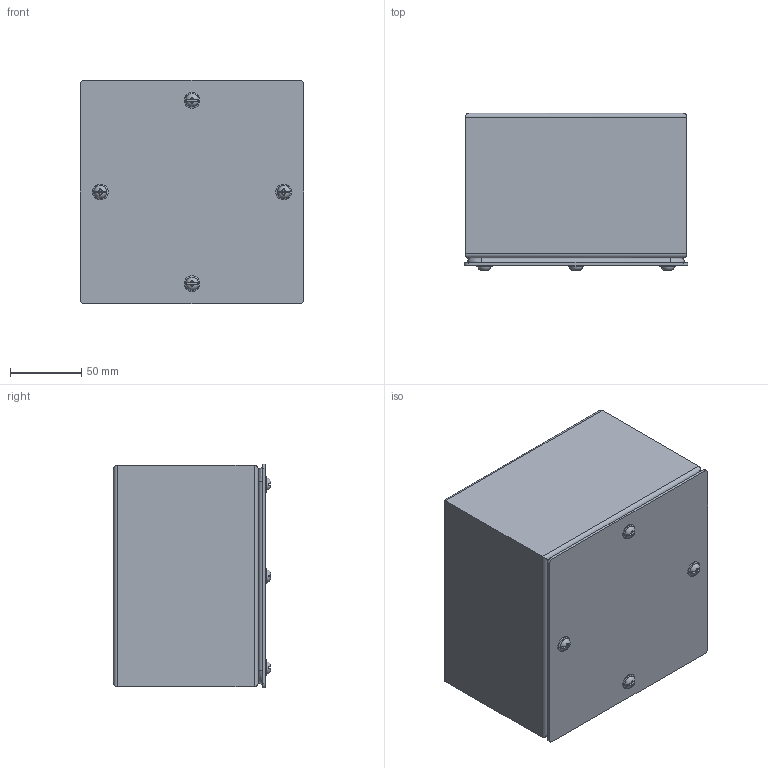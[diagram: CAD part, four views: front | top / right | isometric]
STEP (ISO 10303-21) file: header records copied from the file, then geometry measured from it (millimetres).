
FILE_DESCRIPTION (( 'STEP AP214' ), '1' );
FILE_NAME ('C3SC664GY.STEP', '2023-06-20T15:31:55', ( '' ), ( '' ), 'SwSTEP 2.0', 'SolidWorks 2021', '' );
FILE_SCHEMA (( 'AUTOMOTIVE_DESIGN' ));
Length unit declared in the file: inch
Products named in the file (1): C3SC664GY
Bounding box: 157.18 x 110.41 x 157.18 mm (x, y, z)
Volume: 225020.2 mm3; surface area: 263357.9 mm2
Topology: 15 solids, 16 shells, 461 faces, 1172 edges, 764 vertices
Faces by surface type: plane 289, cylinder 92, cone 52, bspline 24, torus 4
Full cylindrical faces by diameter (mm): 3.759 x4, 4.039 x4, 4.064 x4, 4.826 x4, 6.096 x4, 6.35 x4, 6.985 x4, 9.906 x4, 11.176 x4
Entity records: 14618 total; most frequent: CARTESIAN_POINT 3790, ORIENTED_EDGE 2192, DIRECTION 2080, EDGE_CURVE 1096, VERTEX_POINT 744, AXIS2_PLACEMENT_3D 726, LINE 628, VECTOR 628
